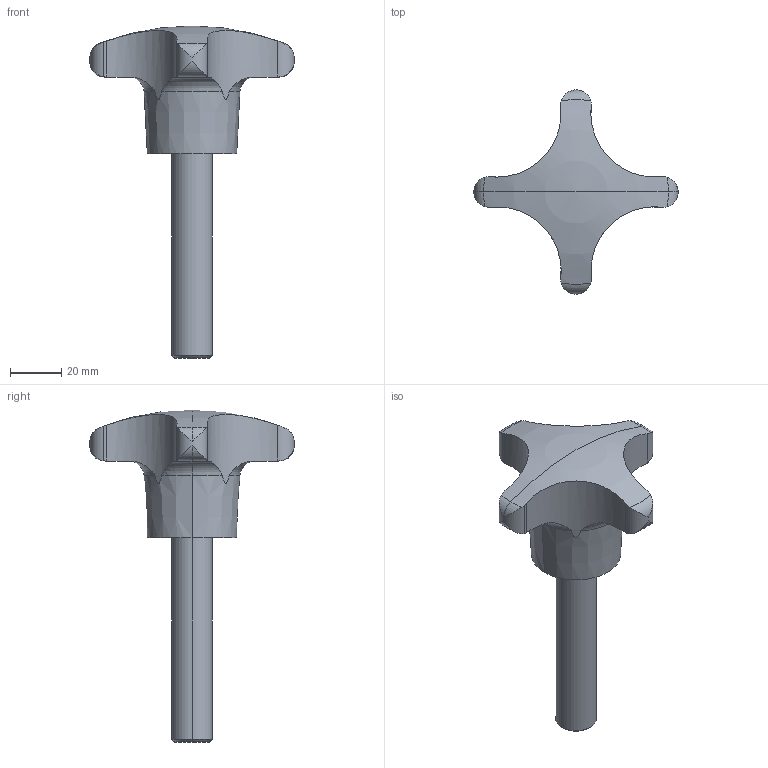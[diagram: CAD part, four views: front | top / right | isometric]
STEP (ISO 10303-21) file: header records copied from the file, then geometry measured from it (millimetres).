
FILE_DESCRIPTION(('STEP AP214'),'1');
FILE_NAME('HALDERN_EH_24730_0308.stp','2017-08-10T07:44:16',('TraceParts'),('TraceParts S.A.'),'Spatial InterOp 3D',' ',' ');
FILE_SCHEMA(('automotive_design'));
Length unit declared in the file: millimetre
Products named in the file (1): HALDERN_EH_24730_0308
Bounding box: 80 x 80 x 130 mm (x, y, z)
Volume: 86550.3 mm3; surface area: 15482.4 mm2
Topology: 1 solids, 1 shells, 46 faces, 128 edges, 83 vertices
Faces by surface type: torus 18, cylinder 14, cone 6, plane 6, sphere 2
Entity records: 2460 total; most frequent: CARTESIAN_POINT 936, ORIENTED_EDGE 252, DIRECTION 230, EDGE_CURVE 126, AXIS2_PLACEMENT_3D 105, VERTEX_POINT 83, CIRCLE 58, B_SPLINE_CURVE_WITH_KNOTS 48
